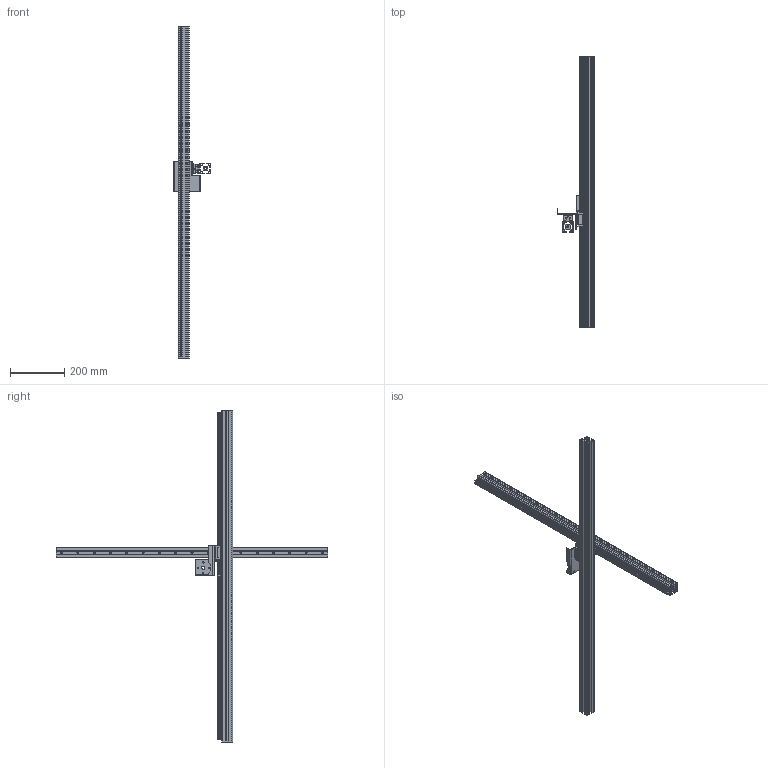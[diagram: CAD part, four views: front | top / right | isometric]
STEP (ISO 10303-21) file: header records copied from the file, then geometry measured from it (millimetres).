
FILE_DESCRIPTION(/* description */ (''),/* implementation_level */ '2;1');
FILE_NAME(/* name */ 'Y-Axes v11.step',/* time_stamp */ '2024-01-26T21:33:57+01:00',/* author */ (''),/* organization */ (''),/* preprocessor_version */ 'ST-DEVELOPER v20',/* originating_system */ 'Autodesk Translation Framework v12.14.0.127',/* authorisation */ '');
FILE_SCHEMA (('AUTOMOTIVE_DESIGN { 1 0 10303 214 3 1 1 }'));
Products named in the file (9): Y-Axes; 6575N203_T-Slotted Framing Rail; 6709K12_Ball Bearing Carriage; 6709K301_15 mm Wide x 160 mm Long Guide Rail for Ball Bearing Carriag
e; Y-Z Bracket; Z-Axes; 6575N203_T-Slotted Framing Rail_1; 6709K332_15 mm Wide x 1600 mm Long Guide Rail for Ball Bearing Carria
ge; 6709K12_Ball Bearing Carriage_1
Assembly tree (8 placements, depth 3):
  Y-Axes
    6575N203_T-Slotted Framing Rail
    6709K12_Ball Bearing Carriage
    6709K301_15 mm Wide x 160 mm Long Guide Rail for Ball Bearing Carriag
e
    Y-Z Bracket
    Z-Axes
      6575N203_T-Slotted Framing Rail_1
      6709K332_15 mm Wide x 1600 mm Long Guide Rail for Ball Bearing Carria
ge
      6709K12_Ball Bearing Carriage_1
Bounding box: 138.71 x 1000 x 1222 mm (x, y, z)
Volume: 1843130.5 mm3; surface area: 1220256.1 mm2
Topology: 9 solids, 9 shells, 866 faces, 2506 edges, 1692 vertices
Faces by surface type: plane 500, cylinder 308, cone 26, bspline 26, sphere 4, torus 2
Full cylindrical faces by diameter (mm): 3.091 x40, 4 x56, 4.5 x20, 5 x4, 6 x2, 7 x2, 7.5 x20, 12 x1
Entity records: 45011 total; most frequent: CARTESIAN_POINT 22287, ORIENTED_EDGE 5012, DIRECTION 4222, EDGE_CURVE 2506, VERTEX_POINT 1692, LINE 1596, VECTOR 1596, AXIS2_PLACEMENT_3D 1313
